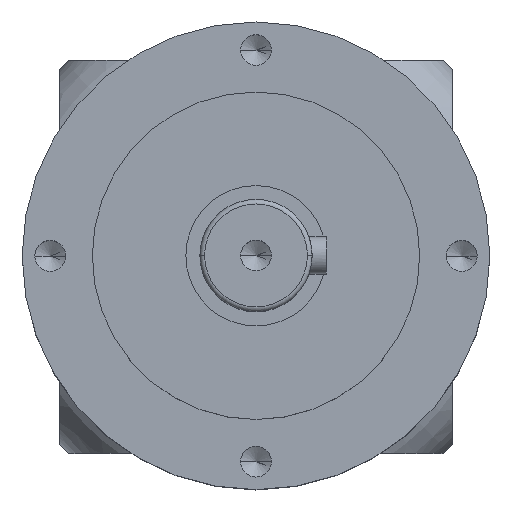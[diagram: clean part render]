
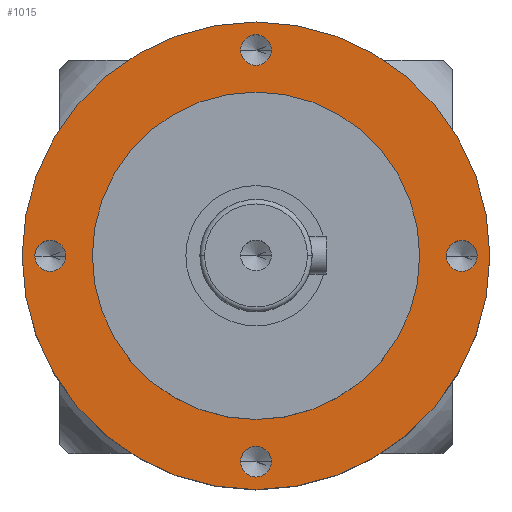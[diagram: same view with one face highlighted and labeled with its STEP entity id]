
A CAD part, top view. The second image highlights one B-rep face of the part: STEP entity #1015.
In plain terms, the highlighted planar face has unit normal (0, 0, 1).
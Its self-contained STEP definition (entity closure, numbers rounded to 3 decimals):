
#67 = AXIS2_PLACEMENT_3D ( 'NONE', #4213, #1139, #4750 ) ;
#77 = EDGE_CURVE ( 'NONE', #5023, #1257, #4486, .T. ) ;
#96 = DIRECTION ( 'NONE',  ( 1., 0., 0. ) ) ;
#106 = VERTEX_POINT ( 'NONE', #1833 ) ;
#208 = FACE_BOUND ( 'NONE', #3771, .T. ) ;
#268 = CIRCLE ( 'NONE', #2733, 1.65 ) ;
#312 = AXIS2_PLACEMENT_3D ( 'NONE', #1973, #5591, #2481 ) ;
#319 = EDGE_CURVE ( 'NONE', #106, #4449, #268, .T. ) ;
#325 = CIRCLE ( 'NONE', #2446, 1.65 ) ;
#347 = DIRECTION ( 'NONE',  ( 0., 0., -1. ) ) ;
#355 = ORIENTED_EDGE ( 'NONE', *, *, #319, .F. ) ;
#543 = FACE_BOUND ( 'NONE', #4902, .T. ) ;
#561 = AXIS2_PLACEMENT_3D ( 'NONE', #4404, #1304, #4921 ) ;
#565 = CARTESIAN_POINT ( 'NONE',  ( 0., 22., -24.5 ) ) ;
#602 = VERTEX_POINT ( 'NONE', #4929 ) ;
#864 = AXIS2_PLACEMENT_3D ( 'NONE', #2910, #347, #3955 ) ;
#925 = ORIENTED_EDGE ( 'NONE', *, *, #1665, .T. ) ;
#932 = ORIENTED_EDGE ( 'NONE', *, *, #3420, .F. ) ;
#1015 = ADVANCED_FACE ( 'NONE', ( #2949, #543, #5724, #1598, #208, #5558 ), #3936, .F. ) ;
#1084 = DIRECTION ( 'NONE',  ( 1., 0., 0. ) ) ;
#1139 = DIRECTION ( 'NONE',  ( 0., 0., 1. ) ) ;
#1243 = CARTESIAN_POINT ( 'NONE',  ( -23.65, 0., -24.5 ) ) ;
#1256 = CARTESIAN_POINT ( 'NONE',  ( -22., 0., -24.5 ) ) ;
#1257 = VERTEX_POINT ( 'NONE', #4743 ) ;
#1273 = CARTESIAN_POINT ( 'NONE',  ( 0., 22., -24.5 ) ) ;
#1304 = DIRECTION ( 'NONE',  ( 0., 0., 1. ) ) ;
#1311 = CARTESIAN_POINT ( 'NONE',  ( -22., 0., -24.5 ) ) ;
#1381 = VERTEX_POINT ( 'NONE', #1735 ) ;
#1410 = ORIENTED_EDGE ( 'NONE', *, *, #77, .F. ) ;
#1476 = EDGE_LOOP ( 'NONE', ( #6624, #932 ) ) ;
#1498 = CIRCLE ( 'NONE', #312, 17.5 ) ;
#1574 = DIRECTION ( 'NONE',  ( 0., 0., 1. ) ) ;
#1581 = EDGE_CURVE ( 'NONE', #6040, #3822, #3530, .T. ) ;
#1598 = FACE_BOUND ( 'NONE', #1476, .T. ) ;
#1628 = DIRECTION ( 'NONE',  ( 0., 0., 1. ) ) ;
#1665 = EDGE_CURVE ( 'NONE', #3671, #1731, #5492, .T. ) ;
#1731 = VERTEX_POINT ( 'NONE', #5842 ) ;
#1735 = CARTESIAN_POINT ( 'NONE',  ( -20.35, 0., -24.5 ) ) ;
#1783 = DIRECTION ( 'NONE',  ( 1., 0., 0. ) ) ;
#1792 = DIRECTION ( 'NONE',  ( 1., 0., 0. ) ) ;
#1799 = EDGE_CURVE ( 'NONE', #1731, #3671, #3443, .T. ) ;
#1833 = CARTESIAN_POINT ( 'NONE',  ( 23.65, 0., -24.5 ) ) ;
#1836 = DIRECTION ( 'NONE',  ( 1., 0., 0. ) ) ;
#1853 = CARTESIAN_POINT ( 'NONE',  ( 20.35, 0., -24.5 ) ) ;
#1865 = EDGE_CURVE ( 'NONE', #3324, #602, #3851, .T. ) ;
#1917 = DIRECTION ( 'NONE',  ( 0., 0., 1. ) ) ;
#1971 = VERTEX_POINT ( 'NONE', #1243 ) ;
#1973 = CARTESIAN_POINT ( 'NONE',  ( 0., 0., -24.5 ) ) ;
#2032 = EDGE_CURVE ( 'NONE', #1381, #1971, #4763, .T. ) ;
#2086 = EDGE_LOOP ( 'NONE', ( #3251, #3087 ) ) ;
#2129 = ORIENTED_EDGE ( 'NONE', *, *, #1799, .T. ) ;
#2154 = CARTESIAN_POINT ( 'NONE',  ( 1.65, 22., -24.5 ) ) ;
#2250 = CARTESIAN_POINT ( 'NONE',  ( 0., 0., -24.5 ) ) ;
#2411 = AXIS2_PLACEMENT_3D ( 'NONE', #2250, #5885, #2747 ) ;
#2441 = ORIENTED_EDGE ( 'NONE', *, *, #1865, .F. ) ;
#2446 = AXIS2_PLACEMENT_3D ( 'NONE', #4667, #1574, #5197 ) ;
#2481 = DIRECTION ( 'NONE',  ( 1., 0., 0. ) ) ;
#2568 = EDGE_LOOP ( 'NONE', ( #1410, #2613 ) ) ;
#2613 = ORIENTED_EDGE ( 'NONE', *, *, #4156, .F. ) ;
#2733 = AXIS2_PLACEMENT_3D ( 'NONE', #4724, #1628, #5241 ) ;
#2747 = DIRECTION ( 'NONE',  ( 1., 0., 0. ) ) ;
#2910 = CARTESIAN_POINT ( 'NONE',  ( 0., 25., -24.5 ) ) ;
#2946 = DIRECTION ( 'NONE',  ( 1., 0., 0. ) ) ;
#2949 = FACE_BOUND ( 'NONE', #2086, .T. ) ;
#3065 = CIRCLE ( 'NONE', #67, 1.65 ) ;
#3067 = AXIS2_PLACEMENT_3D ( 'NONE', #1273, #4893, #1792 ) ;
#3087 = ORIENTED_EDGE ( 'NONE', *, *, #1581, .F. ) ;
#3187 = DIRECTION ( 'NONE',  ( 0., 0., 1. ) ) ;
#3251 = ORIENTED_EDGE ( 'NONE', *, *, #5432, .F. ) ;
#3324 = VERTEX_POINT ( 'NONE', #6568 ) ;
#3420 = EDGE_CURVE ( 'NONE', #1971, #1381, #3754, .T. ) ;
#3443 = CIRCLE ( 'NONE', #2411, 25. ) ;
#3530 = CIRCLE ( 'NONE', #4977, 1.65 ) ;
#3627 = EDGE_CURVE ( 'NONE', #602, #3324, #1498, .T. ) ;
#3671 = VERTEX_POINT ( 'NONE', #4058 ) ;
#3754 = CIRCLE ( 'NONE', #5422, 1.65 ) ;
#3771 = EDGE_LOOP ( 'NONE', ( #2441, #5043 ) ) ;
#3822 = VERTEX_POINT ( 'NONE', #2154 ) ;
#3851 = CIRCLE ( 'NONE', #561, 17.5 ) ;
#3936 = PLANE ( 'NONE',  #864 ) ;
#3955 = DIRECTION ( 'NONE',  ( -1., 0., 0. ) ) ;
#4058 = CARTESIAN_POINT ( 'NONE',  ( 25., 0., -24.5 ) ) ;
#4156 = EDGE_CURVE ( 'NONE', #1257, #5023, #3065, .T. ) ;
#4157 = ORIENTED_EDGE ( 'NONE', *, *, #4673, .F. ) ;
#4169 = DIRECTION ( 'NONE',  ( 0., 0., 1. ) ) ;
#4213 = CARTESIAN_POINT ( 'NONE',  ( 0., -22., -24.5 ) ) ;
#4375 = AXIS2_PLACEMENT_3D ( 'NONE', #1311, #4930, #1836 ) ;
#4404 = CARTESIAN_POINT ( 'NONE',  ( 0., 0., -24.5 ) ) ;
#4432 = AXIS2_PLACEMENT_3D ( 'NONE', #5838, #1917, #2946 ) ;
#4449 = VERTEX_POINT ( 'NONE', #1853 ) ;
#4486 = CIRCLE ( 'NONE', #4432, 1.65 ) ;
#4667 = CARTESIAN_POINT ( 'NONE',  ( 22., 0., -24.5 ) ) ;
#4673 = EDGE_CURVE ( 'NONE', #4449, #106, #325, .T. ) ;
#4724 = CARTESIAN_POINT ( 'NONE',  ( 22., 0., -24.5 ) ) ;
#4743 = CARTESIAN_POINT ( 'NONE',  ( -1.65, -22., -24.5 ) ) ;
#4750 = DIRECTION ( 'NONE',  ( 1., 0., 0. ) ) ;
#4763 = CIRCLE ( 'NONE', #4375, 1.65 ) ;
#4876 = DIRECTION ( 'NONE',  ( 0., 0., 1. ) ) ;
#4893 = DIRECTION ( 'NONE',  ( 0., 0., 1. ) ) ;
#4902 = EDGE_LOOP ( 'NONE', ( #355, #4157 ) ) ;
#4921 = DIRECTION ( 'NONE',  ( 1., 0., 0. ) ) ;
#4929 = CARTESIAN_POINT ( 'NONE',  ( -17.5, 0., -24.5 ) ) ;
#4930 = DIRECTION ( 'NONE',  ( 0., 0., 1. ) ) ;
#4977 = AXIS2_PLACEMENT_3D ( 'NONE', #565, #4169, #1084 ) ;
#5023 = VERTEX_POINT ( 'NONE', #6558 ) ;
#5043 = ORIENTED_EDGE ( 'NONE', *, *, #3627, .F. ) ;
#5197 = DIRECTION ( 'NONE',  ( 1., 0., 0. ) ) ;
#5241 = DIRECTION ( 'NONE',  ( 1., 0., 0. ) ) ;
#5422 = AXIS2_PLACEMENT_3D ( 'NONE', #1256, #4876, #1783 ) ;
#5432 = EDGE_CURVE ( 'NONE', #3822, #6040, #6002, .T. ) ;
#5442 = EDGE_LOOP ( 'NONE', ( #925, #2129 ) ) ;
#5492 = CIRCLE ( 'NONE', #6737, 25. ) ;
#5558 = FACE_OUTER_BOUND ( 'NONE', #5442, .T. ) ;
#5591 = DIRECTION ( 'NONE',  ( 0., 0., 1. ) ) ;
#5724 = FACE_BOUND ( 'NONE', #2568, .T. ) ;
#5838 = CARTESIAN_POINT ( 'NONE',  ( 0., -22., -24.5 ) ) ;
#5842 = CARTESIAN_POINT ( 'NONE',  ( -25., 0., -24.5 ) ) ;
#5885 = DIRECTION ( 'NONE',  ( 0., 0., 1. ) ) ;
#5975 = CARTESIAN_POINT ( 'NONE',  ( -1.65, 22., -24.5 ) ) ;
#6002 = CIRCLE ( 'NONE', #3067, 1.65 ) ;
#6040 = VERTEX_POINT ( 'NONE', #5975 ) ;
#6330 = CARTESIAN_POINT ( 'NONE',  ( 0., 0., -24.5 ) ) ;
#6558 = CARTESIAN_POINT ( 'NONE',  ( 1.65, -22., -24.5 ) ) ;
#6568 = CARTESIAN_POINT ( 'NONE',  ( 17.5, 0., -24.5 ) ) ;
#6624 = ORIENTED_EDGE ( 'NONE', *, *, #2032, .F. ) ;
#6737 = AXIS2_PLACEMENT_3D ( 'NONE', #6330, #3187, #96 ) ;
